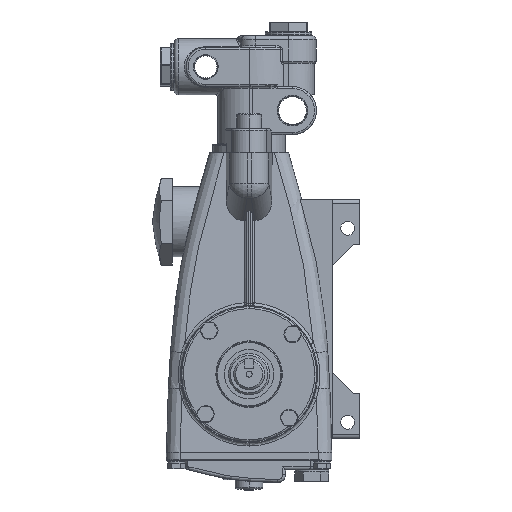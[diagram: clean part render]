
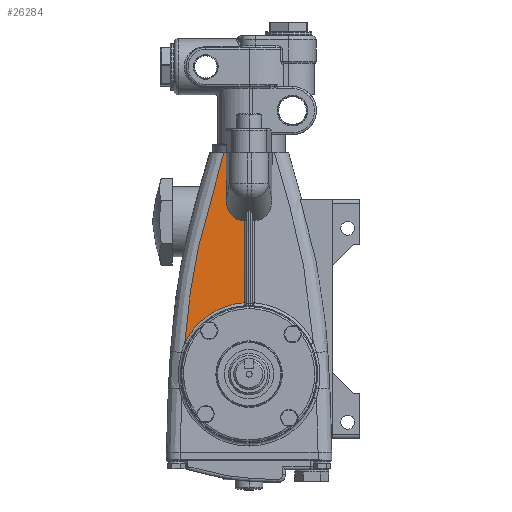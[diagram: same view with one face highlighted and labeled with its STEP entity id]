
A CAD part, left-side view. The second image highlights one B-rep face of the part: STEP entity #26284.
In plain terms, the highlighted planar face has unit normal (-0.999, 0, 0.052).
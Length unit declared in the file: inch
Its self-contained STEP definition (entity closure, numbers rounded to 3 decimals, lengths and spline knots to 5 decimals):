
#6405 = DIRECTION ( 'NONE',  ( 0.052, 0., 0.999 ) ) ;
#6406 = DIRECTION ( 'NONE',  ( -0.999, 0., 0.052 ) ) ;
#6407 = CARTESIAN_POINT ( 'NONE',  ( -2.15, 1., 5.62 ) ) ;
#6408 = AXIS2_PLACEMENT_3D ( 'NONE', #6407, #6406, #6405 ) ;
#6409 = PLANE ( 'NONE',  #6408 ) ;
#6410 = FACE_OUTER_BOUND ( 'NONE', #26287, .T. ) ;
#6421 =( BOUNDED_CURVE ( )  B_SPLINE_CURVE ( 3, ( #6459, #6458, #6457, #6456 ),
 .UNSPECIFIED., .F., .T. ) 
 B_SPLINE_CURVE_WITH_KNOTS ( ( 4, 4 ),
 ( 6.12438, 7.62522 ),
 .UNSPECIFIED. ) 
 CURVE ( )  GEOMETRIC_REPRESENTATION_ITEM ( )  RATIONAL_B_SPLINE_CURVE ( ( 1., 0.821, 0.821, 1. ) ) 
 REPRESENTATION_ITEM ( '' )  );
#6422 = CARTESIAN_POINT ( 'NONE',  ( -2.21414, 0.57535, 4.39613 ) ) ;
#6423 = CARTESIAN_POINT ( 'NONE',  ( -2.23997, 0.15049, 3.90327 ) ) ;
#6424 = DIRECTION ( 'NONE',  ( 0., 1., 0. ) ) ;
#6425 = VECTOR ( 'NONE', #6424, 39.37008 ) ;
#6426 = CARTESIAN_POINT ( 'NONE',  ( -2.23997, 1., 3.90327 ) ) ;
#6427 = LINE ( 'NONE', #6426, #6425 ) ;
#6428 = CARTESIAN_POINT ( 'NONE',  ( -2.23997, 0.125, 3.90327 ) ) ;
#6429 = DIRECTION ( 'NONE',  ( 0.052, 0., 0.999 ) ) ;
#6430 = VECTOR ( 'NONE', #6429, 39.37008 ) ;
#6431 = CARTESIAN_POINT ( 'NONE',  ( -2.15, 0.125, 5.62 ) ) ;
#6432 = LINE ( 'NONE', #6431, #6430 ) ;
#6433 = CARTESIAN_POINT ( 'NONE',  ( -2.34959, 0.125, 1.81152 ) ) ;
#6434 = CARTESIAN_POINT ( 'NONE',  ( -2.35198, 0.7865, 1.76598 ) ) ;
#6435 = CARTESIAN_POINT ( 'NONE',  ( -2.37132, 1.33743, 1.39701 ) ) ;
#6436 = CARTESIAN_POINT ( 'NONE',  ( -2.40247, 1.63138, 0.80266 ) ) ;
#6437 =( BOUNDED_CURVE ( )  B_SPLINE_CURVE ( 3, ( #6436, #6435, #6434, #6433 ),
 .UNSPECIFIED., .F., .T. ) 
 B_SPLINE_CURVE_WITH_KNOTS ( ( 4, 4 ),
 ( 2.0301, 3.07286 ),
 .UNSPECIFIED. ) 
 CURVE ( )  GEOMETRIC_REPRESENTATION_ITEM ( )  RATIONAL_B_SPLINE_CURVE ( ( 1., 0.911, 0.911, 1. ) ) 
 REPRESENTATION_ITEM ( '' )  );
#6438 = CARTESIAN_POINT ( 'NONE',  ( -2.34959, 0.125, 1.81152 ) ) ;
#6439 = CARTESIAN_POINT ( 'NONE',  ( -2.40247, 1.63138, 0.80266 ) ) ;
#6456 = CARTESIAN_POINT ( 'NONE',  ( -2.21414, 0.57535, 4.39613 ) ) ;
#6457 = CARTESIAN_POINT ( 'NONE',  ( -2.22948, 0.57346, 4.10339 ) ) ;
#6458 = CARTESIAN_POINT ( 'NONE',  ( -2.23997, 0.40095, 3.90327 ) ) ;
#6459 = CARTESIAN_POINT ( 'NONE',  ( -2.23997, 0.15049, 3.90327 ) ) ;
#6587 = CARTESIAN_POINT ( 'NONE',  ( -2.35956, 1.55288, 1.62139 ) ) ;
#6588 = CARTESIAN_POINT ( 'NONE',  ( -2.34885, 1.52797, 1.82579 ) ) ;
#6589 = CARTESIAN_POINT ( 'NONE',  ( -2.32751, 1.47089, 2.233 ) ) ;
#6590 = CARTESIAN_POINT ( 'NONE',  ( -2.31688, 1.43872, 2.43583 ) ) ;
#6591 = CARTESIAN_POINT ( 'NONE',  ( -2.29571, 1.36602, 2.83969 ) ) ;
#6592 = CARTESIAN_POINT ( 'NONE',  ( -2.28518, 1.32529, 3.04069 ) ) ;
#6593 = CARTESIAN_POINT ( 'NONE',  ( -2.25369, 1.19245, 3.6414 ) ) ;
#6594 = CARTESIAN_POINT ( 'NONE',  ( -2.23286, 1.08989, 4.03887 ) ) ;
#6595 = CARTESIAN_POINT ( 'NONE',  ( -2.20173, 0.92617, 4.63297 ) ) ;
#6596 = CARTESIAN_POINT ( 'NONE',  ( -2.19137, 0.86994, 4.83065 ) ) ;
#6597 = CARTESIAN_POINT ( 'NONE',  ( -2.17067, 0.75602, 5.22552 ) ) ;
#6598 = CARTESIAN_POINT ( 'NONE',  ( -2.16034, 0.69833, 5.42275 ) ) ;
#6599 = CARTESIAN_POINT ( 'NONE',  ( -2.15, 0.64073, 5.62 ) ) ;
#6605 = B_SPLINE_CURVE_WITH_KNOTS ( 'NONE', 3,
 ( #6599, #6598, #6597, #6596, #6595, #6594, #6593, #6592, #6591, #6590, #6589, #6588, #6587, #6647, #6646, #6645 ),
 .UNSPECIFIED., .F., .F.,
 ( 4, 2, 2, 2, 2, 2, 2, 4 ),
 ( 0., 0.01568, 0.03136, 0.06271, 0.07839, 0.09407, 0.10975, 0.12542 ),
 .UNSPECIFIED. ) ;
#6607 = CARTESIAN_POINT ( 'NONE',  ( -2.15, 0.64073, 5.62 ) ) ;
#6608 = DIRECTION ( 'NONE',  ( 0., -1., 0. ) ) ;
#6609 = VECTOR ( 'NONE', #6608, 39.37008 ) ;
#6610 = CARTESIAN_POINT ( 'NONE',  ( -2.15, 1., 5.62 ) ) ;
#6611 = LINE ( 'NONE', #6610, #6609 ) ;
#6612 = CARTESIAN_POINT ( 'NONE',  ( -2.15, 0.58322, 5.62 ) ) ;
#6613 = DIRECTION ( 'NONE',  ( -0.052, -0.006, -0.999 ) ) ;
#6614 = VECTOR ( 'NONE', #6613, 39.37008 ) ;
#6615 = CARTESIAN_POINT ( 'NONE',  ( -2.14986, 0.58324, 5.62267 ) ) ;
#6616 = LINE ( 'NONE', #6615, #6614 ) ;
#6645 = CARTESIAN_POINT ( 'NONE',  ( -2.40247, 1.63138, 0.80266 ) ) ;
#6646 = CARTESIAN_POINT ( 'NONE',  ( -2.39172, 1.61517, 1.00762 ) ) ;
#6647 = CARTESIAN_POINT ( 'NONE',  ( -2.38099, 1.59647, 1.21238 ) ) ;
#26284 = ADVANCED_FACE ( 'NONE', ( #6410 ), #6409, .T. ) ;
#26287 = EDGE_LOOP ( 'NONE', ( #26289, #26297, #26304, #26310, #26410, #26414, #26420 ) ) ;
#26289 = ORIENTED_EDGE ( 'NONE', *, *, #26291, .T. ) ;
#26291 = EDGE_CURVE ( 'NONE', #26293, #26295, #6437, .T. ) ;
#26293 = VERTEX_POINT ( 'NONE', #6439 ) ;
#26295 = VERTEX_POINT ( 'NONE', #6438 ) ;
#26297 = ORIENTED_EDGE ( 'NONE', *, *, #26299, .T. ) ;
#26299 = EDGE_CURVE ( 'NONE', #26295, #26302, #6432, .T. ) ;
#26302 = VERTEX_POINT ( 'NONE', #6428 ) ;
#26304 = ORIENTED_EDGE ( 'NONE', *, *, #26306, .T. ) ;
#26306 = EDGE_CURVE ( 'NONE', #26302, #26308, #6427, .T. ) ;
#26308 = VERTEX_POINT ( 'NONE', #6423 ) ;
#26310 = ORIENTED_EDGE ( 'NONE', *, *, #26312, .T. ) ;
#26312 = EDGE_CURVE ( 'NONE', #26308, #26315, #6421, .T. ) ;
#26315 = VERTEX_POINT ( 'NONE', #6422 ) ;
#26410 = ORIENTED_EDGE ( 'NONE', *, *, #26411, .F. ) ;
#26411 = EDGE_CURVE ( 'NONE', #26412, #26315, #6616, .T. ) ;
#26412 = VERTEX_POINT ( 'NONE', #6612 ) ;
#26414 = ORIENTED_EDGE ( 'NONE', *, *, #26416, .F. ) ;
#26416 = EDGE_CURVE ( 'NONE', #26418, #26412, #6611, .T. ) ;
#26418 = VERTEX_POINT ( 'NONE', #6607 ) ;
#26420 = ORIENTED_EDGE ( 'NONE', *, *, #26421, .T. ) ;
#26421 = EDGE_CURVE ( 'NONE', #26418, #26293, #6605, .T. ) ;
